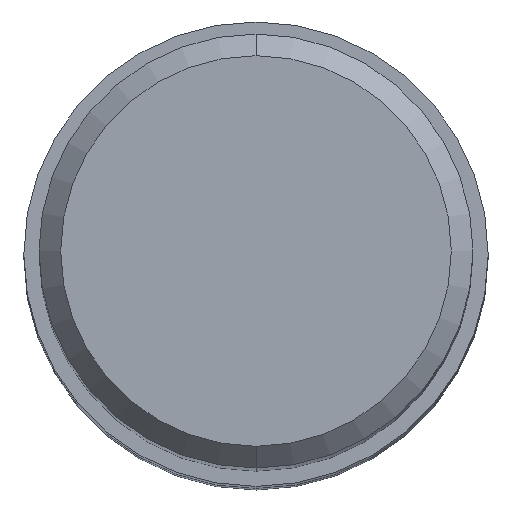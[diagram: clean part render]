
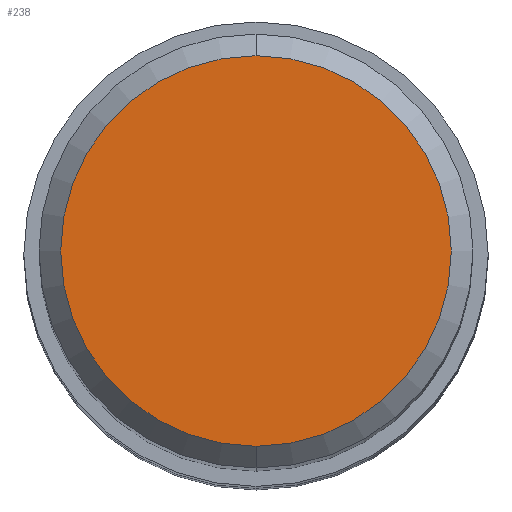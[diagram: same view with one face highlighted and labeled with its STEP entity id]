
A CAD part, top view. The second image highlights one B-rep face of the part: STEP entity #238.
In plain terms, the highlighted planar face has unit normal (0, 0, 1).
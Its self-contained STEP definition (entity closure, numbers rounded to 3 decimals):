
#176=VERTEX_POINT('',#471);
#238=ADVANCED_FACE('',(#543),#544,.T.);
#306=EDGE_CURVE('',#176,#322,#618,.T.);
#322=VERTEX_POINT('',#635);
#326=EDGE_CURVE('',#322,#176,#639,.T.);
#471=CARTESIAN_POINT('',(0.,-4.5,0.0));
#543=FACE_OUTER_BOUND('',#939,.T.);
#544=PLANE('',#940);
#618=CIRCLE('',#1091,4.5);
#635=CARTESIAN_POINT('',(0.0,4.5,0.0));
#639=CIRCLE('',#1126,4.5);
#939=EDGE_LOOP('',(#1546,#1547));
#940=AXIS2_PLACEMENT_3D('',#1548,#1549,#1550);
#1091=AXIS2_PLACEMENT_3D('',#1624,#1625,#1626);
#1126=AXIS2_PLACEMENT_3D('',#1645,#1646,#1647);
#1546=ORIENTED_EDGE('',*,*,#326,.F.);
#1547=ORIENTED_EDGE('',*,*,#306,.F.);
#1548=CARTESIAN_POINT('',(0.0,2.25,0.0));
#1549=DIRECTION('',(-0.0,0.0,1.0));
#1550=DIRECTION('',(0.0,-1.0,0.0));
#1624=CARTESIAN_POINT('',(0.0,0.0,0.0));
#1625=DIRECTION('',(0.0,0.0,-1.0));
#1626=DIRECTION('',(0.0,1.0,0.0));
#1645=CARTESIAN_POINT('',(0.0,0.0,0.0));
#1646=DIRECTION('',(0.0,0.0,-1.0));
#1647=DIRECTION('',(0.0,1.0,0.0));
